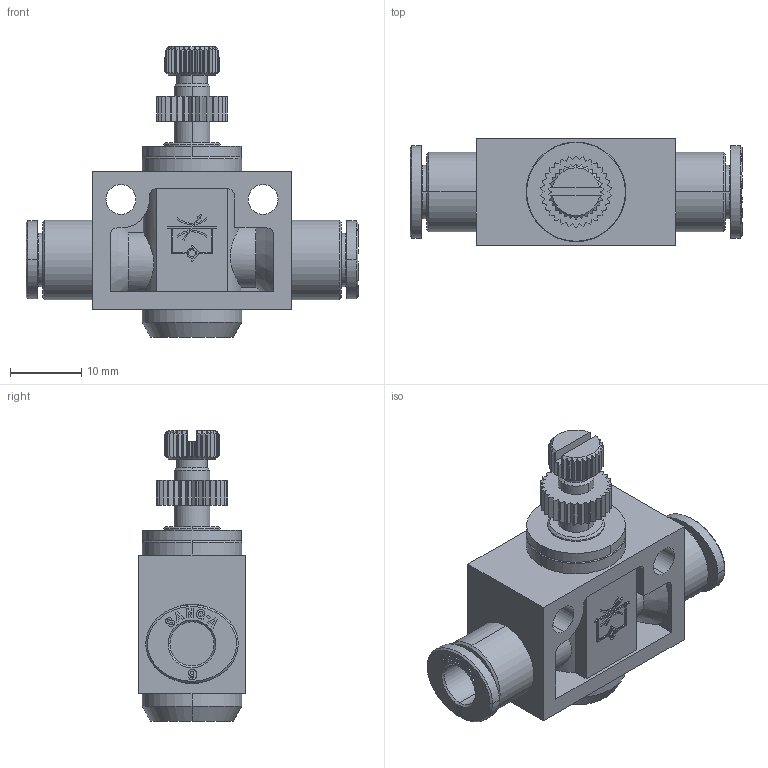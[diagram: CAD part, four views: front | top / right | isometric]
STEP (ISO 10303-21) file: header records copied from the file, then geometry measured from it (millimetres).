
FILE_DESCRIPTION (( 'STEP AP214' ), '1' );
FILE_NAME ('NSF06.STEP', '2018-09-10T09:27:14', ( '' ), ( '' ), 'SwSTEP 2.0', 'SolidWorks 2018', '' );
FILE_SCHEMA (( 'AUTOMOTIVE_DESIGN' ));
Length unit declared in the file: millimetre
Products named in the file (1): NSF06
Bounding box: 46.7 x 15 x 40.9 mm (x, y, z)
Volume: 8856.8 mm3; surface area: 5986.1 mm2
Topology: 1 solids, 1 shells, 802 faces, 2250 edges, 1492 vertices
Faces by surface type: plane 539, cylinder 202, bspline 34, cone 27
Entity records: 29584 total; most frequent: CARTESIAN_POINT 8978, ORIENTED_EDGE 4500, DIRECTION 3846, EDGE_CURVE 2250, LINE 1606, VECTOR 1606, VERTEX_POINT 1492, AXIS2_PLACEMENT_3D 1120
